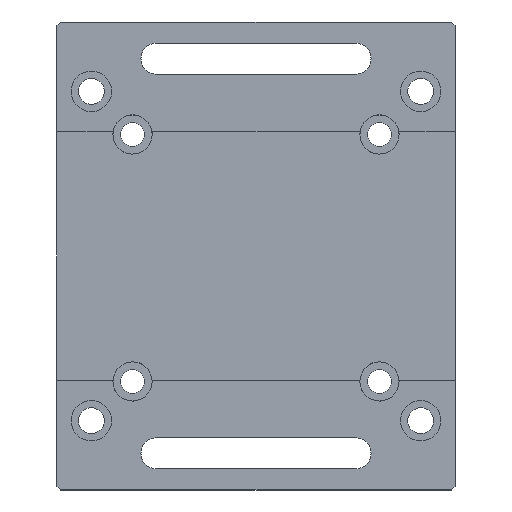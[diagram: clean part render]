
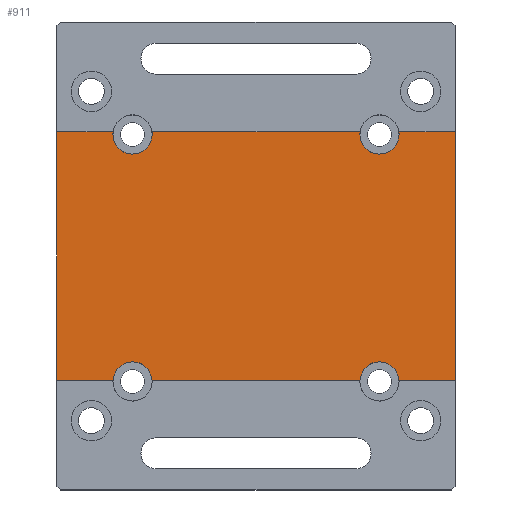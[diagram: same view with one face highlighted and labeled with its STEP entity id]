
A CAD part, front view. The second image highlights one B-rep face of the part: STEP entity #911.
In plain terms, the highlighted planar face has unit normal (0, -1, 0).
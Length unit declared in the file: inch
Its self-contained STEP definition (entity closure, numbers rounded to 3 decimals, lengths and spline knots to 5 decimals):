
#54=CIRCLE('',#951,0.19685);
#58=CIRCLE('',#957,0.19685);
#62=CIRCLE('',#963,0.19685);
#66=CIRCLE('',#969,0.19685);
#134=FACE_OUTER_BOUND('',#196,.T.);
#196=EDGE_LOOP('',(#642,#643,#644,#645,#646,#647,#648,#649,#650,#651,#652,
#653));
#261=LINE('',#1308,#329);
#265=LINE('',#1317,#333);
#269=LINE('',#1326,#337);
#274=LINE('',#1384,#342);
#276=LINE('',#1388,#344);
#277=LINE('',#1389,#345);
#278=LINE('',#1391,#346);
#279=LINE('',#1392,#347);
#329=VECTOR('',#1048,2.08714);
#333=VECTOR('',#1054,0.56325);
#337=VECTOR('',#1060,0.56527);
#342=VECTOR('',#1131,2.09117);
#344=VECTOR('',#1135,2.5);
#345=VECTOR('',#1136,0.56325);
#346=VECTOR('',#1137,2.5);
#347=VECTOR('',#1138,0.56527);
#394=VERTEX_POINT('',#1301);
#397=VERTEX_POINT('',#1306);
#398=VERTEX_POINT('',#1310);
#401=VERTEX_POINT('',#1315);
#402=VERTEX_POINT('',#1319);
#405=VERTEX_POINT('',#1324);
#406=VERTEX_POINT('',#1328);
#410=VERTEX_POINT('',#1339);
#416=VERTEX_POINT('',#1358);
#417=VERTEX_POINT('',#1359);
#426=VERTEX_POINT('',#1387);
#427=VERTEX_POINT('',#1390);
#481=EDGE_CURVE('',#397,#394,#261,.T.);
#485=EDGE_CURVE('',#401,#398,#265,.T.);
#489=EDGE_CURVE('',#405,#402,#269,.T.);
#490=EDGE_CURVE('',#406,#402,#54,.T.);
#495=EDGE_CURVE('',#410,#394,#58,.T.);
#500=EDGE_CURVE('',#397,#398,#62,.T.);
#504=EDGE_CURVE('',#416,#417,#66,.T.);
#514=EDGE_CURVE('',#406,#417,#274,.T.);
#516=EDGE_CURVE('',#426,#405,#276,.T.);
#517=EDGE_CURVE('',#410,#426,#277,.T.);
#518=EDGE_CURVE('',#427,#401,#278,.T.);
#519=EDGE_CURVE('',#416,#427,#279,.T.);
#642=ORIENTED_EDGE('',*,*,#490,.T.);
#643=ORIENTED_EDGE('',*,*,#489,.F.);
#644=ORIENTED_EDGE('',*,*,#516,.F.);
#645=ORIENTED_EDGE('',*,*,#517,.F.);
#646=ORIENTED_EDGE('',*,*,#495,.T.);
#647=ORIENTED_EDGE('',*,*,#481,.F.);
#648=ORIENTED_EDGE('',*,*,#500,.T.);
#649=ORIENTED_EDGE('',*,*,#485,.F.);
#650=ORIENTED_EDGE('',*,*,#518,.F.);
#651=ORIENTED_EDGE('',*,*,#519,.F.);
#652=ORIENTED_EDGE('',*,*,#504,.T.);
#653=ORIENTED_EDGE('',*,*,#514,.F.);
#822=PLANE('',#983);
#911=ADVANCED_FACE('',(#134),#822,.T.);
#951=AXIS2_PLACEMENT_3D('',#1329,#1063,#1064);
#957=AXIS2_PLACEMENT_3D('',#1340,#1076,#1077);
#963=AXIS2_PLACEMENT_3D('',#1350,#1089,#1090);
#969=AXIS2_PLACEMENT_3D('',#1360,#1101,#1102);
#983=AXIS2_PLACEMENT_3D('',#1386,#1133,#1134);
#1048=DIRECTION('',(-1.,0.,0.));
#1054=DIRECTION('',(-1.,0.,0.));
#1060=DIRECTION('',(1.,0.,0.));
#1063=DIRECTION('center_axis',(0.,1.,0.));
#1064=DIRECTION('ref_axis',(1.,0.,0.));
#1076=DIRECTION('center_axis',(0.,1.,0.));
#1077=DIRECTION('ref_axis',(1.,0.,0.));
#1089=DIRECTION('center_axis',(0.,1.,0.));
#1090=DIRECTION('ref_axis',(1.,0.,0.));
#1101=DIRECTION('center_axis',(0.,1.,0.));
#1102=DIRECTION('ref_axis',(1.,0.,0.));
#1131=DIRECTION('',(1.,0.,0.));
#1133=DIRECTION('center_axis',(0.,-1.,0.));
#1134=DIRECTION('ref_axis',(0.,0.,-1.));
#1135=DIRECTION('',(0.,0.,1.));
#1136=DIRECTION('',(-1.,0.,0.));
#1137=DIRECTION('',(0.,0.,-1.));
#1138=DIRECTION('',(1.,0.,0.));
#1301=CARTESIAN_POINT('',(-2.08045,0.54591,-1.22999));
#1306=CARTESIAN_POINT('',(0.00669,0.54591,-1.22999));
#1308=CARTESIAN_POINT('',(0.00669,0.54591,-1.22999));
#1310=CARTESIAN_POINT('',(0.39987,0.54591,-1.22999));
#1315=CARTESIAN_POINT('',(0.96312,0.54591,-1.22999));
#1317=CARTESIAN_POINT('',(0.96312,0.54591,-1.22999));
#1319=CARTESIAN_POINT('',(-2.47161,0.54591,1.27001));
#1324=CARTESIAN_POINT('',(-3.03688,0.54591,1.27001));
#1326=CARTESIAN_POINT('',(-3.03688,0.54591,1.27001));
#1328=CARTESIAN_POINT('',(-2.08246,0.54591,1.27001));
#1329=CARTESIAN_POINT('Origin',(-2.27704,0.54591,1.24016));
#1339=CARTESIAN_POINT('',(-2.47362,0.54591,-1.22999));
#1340=CARTESIAN_POINT('Origin',(-2.27704,0.54591,-1.24016));
#1350=CARTESIAN_POINT('Origin',(0.20328,0.54591,-1.24016));
#1358=CARTESIAN_POINT('',(0.39785,0.54591,1.27001));
#1359=CARTESIAN_POINT('',(0.00871,0.54591,1.27001));
#1360=CARTESIAN_POINT('Origin',(0.20328,0.54591,1.24016));
#1384=CARTESIAN_POINT('',(-2.08246,0.54591,1.27001));
#1386=CARTESIAN_POINT('Origin',(-3.03688,0.54591,-1.22999));
#1387=CARTESIAN_POINT('',(-3.03688,0.54591,-1.22999));
#1388=CARTESIAN_POINT('',(-3.03688,0.54591,-1.22999));
#1389=CARTESIAN_POINT('',(-2.47362,0.54591,-1.22999));
#1390=CARTESIAN_POINT('',(0.96312,0.54591,1.27001));
#1391=CARTESIAN_POINT('',(0.96312,0.54591,1.27001));
#1392=CARTESIAN_POINT('',(0.39785,0.54591,1.27001));
